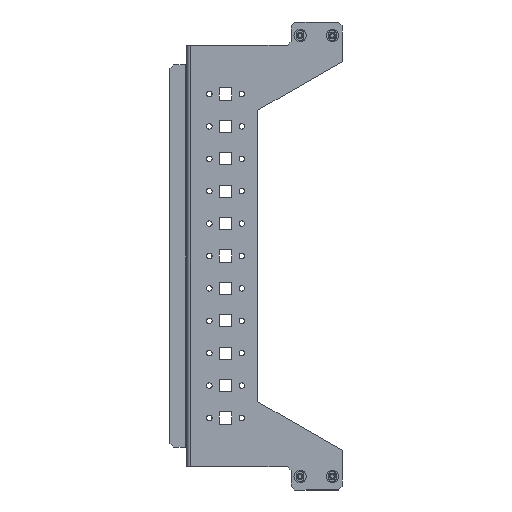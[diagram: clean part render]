
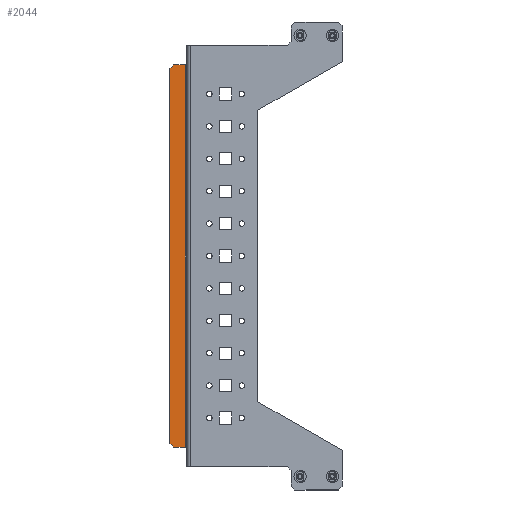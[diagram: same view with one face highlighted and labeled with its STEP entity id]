
A CAD part, front view. The second image highlights one B-rep face of the part: STEP entity #2044.
In plain terms, the highlighted planar face has unit normal (0, -1, 0).
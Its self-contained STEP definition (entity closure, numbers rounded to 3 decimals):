
#22 = ORIENTED_EDGE ( 'NONE', *, *, #5209, .T. ) ;
#123 = VERTEX_POINT ( 'NONE', #5335 ) ;
#168 = AXIS2_PLACEMENT_3D ( 'NONE', #3517, #2075, #6081 ) ;
#182 = CARTESIAN_POINT ( 'NONE',  ( -74.5, 31., 144.5 ) ) ;
#205 = VECTOR ( 'NONE', #3800, 1000. ) ;
#635 = VERTEX_POINT ( 'NONE', #3435 ) ;
#730 = EDGE_CURVE ( 'NONE', #3060, #5521, #4069, .T. ) ;
#1178 = DIRECTION ( 'NONE',  ( -1., 0., 0. ) ) ;
#1201 = DIRECTION ( 'NONE',  ( 0., 0., -1. ) ) ;
#1369 = DIRECTION ( 'NONE',  ( 0., 0., -1. ) ) ;
#1958 = VECTOR ( 'NONE', #1201, 1000. ) ;
#2044 = ADVANCED_FACE ( 'NONE', ( #3557 ), #6047, .F. ) ;
#2075 = DIRECTION ( 'NONE',  ( 0., 1., 0. ) ) ;
#2313 = LINE ( 'NONE', #4328, #205 ) ;
#2481 = EDGE_CURVE ( 'NONE', #123, #5521, #3838, .T. ) ;
#2645 = CARTESIAN_POINT ( 'NONE',  ( 0., 31., -147.5 ) ) ;
#2701 = ORIENTED_EDGE ( 'NONE', *, *, #730, .T. ) ;
#2797 = EDGE_CURVE ( 'NONE', #5756, #635, #6383, .T. ) ;
#3060 = VERTEX_POINT ( 'NONE', #6134 ) ;
#3215 = VECTOR ( 'NONE', #6226, 1000. ) ;
#3297 = VERTEX_POINT ( 'NONE', #4461 ) ;
#3326 = VECTOR ( 'NONE', #1369, 1000. ) ;
#3435 = CARTESIAN_POINT ( 'NONE',  ( -74.5, 31., -144.5 ) ) ;
#3446 = CARTESIAN_POINT ( 'NONE',  ( -62.5, 31., 147.5 ) ) ;
#3461 = VECTOR ( 'NONE', #5576, 1000. ) ;
#3474 = EDGE_LOOP ( 'NONE', ( #6359, #6009, #6172, #22, #2701, #4310 ) ) ;
#3517 = CARTESIAN_POINT ( 'NONE',  ( 0., 31., 0. ) ) ;
#3557 = FACE_OUTER_BOUND ( 'NONE', #3474, .T. ) ;
#3586 = LINE ( 'NONE', #6530, #3461 ) ;
#3683 = LINE ( 'NONE', #5707, #5798 ) ;
#3705 = CARTESIAN_POINT ( 'NONE',  ( -74.5, 31., 0. ) ) ;
#3800 = DIRECTION ( 'NONE',  ( -0.707, 0., -0.707 ) ) ;
#3838 = LINE ( 'NONE', #3446, #3326 ) ;
#4069 = LINE ( 'NONE', #2645, #3215 ) ;
#4310 = ORIENTED_EDGE ( 'NONE', *, *, #2481, .F. ) ;
#4328 = CARTESIAN_POINT ( 'NONE',  ( -71.5, 31., 147.5 ) ) ;
#4461 = CARTESIAN_POINT ( 'NONE',  ( -71.5, 31., 147.5 ) ) ;
#5209 = EDGE_CURVE ( 'NONE', #635, #3060, #3586, .T. ) ;
#5330 = EDGE_CURVE ( 'NONE', #123, #3297, #3683, .T. ) ;
#5335 = CARTESIAN_POINT ( 'NONE',  ( -62.5, 31., 147.5 ) ) ;
#5521 = VERTEX_POINT ( 'NONE', #6150 ) ;
#5576 = DIRECTION ( 'NONE',  ( 0.707, 0., -0.707 ) ) ;
#5707 = CARTESIAN_POINT ( 'NONE',  ( 0., 31., 147.5 ) ) ;
#5756 = VERTEX_POINT ( 'NONE', #182 ) ;
#5798 = VECTOR ( 'NONE', #1178, 1000. ) ;
#6009 = ORIENTED_EDGE ( 'NONE', *, *, #6179, .T. ) ;
#6047 = PLANE ( 'NONE',  #168 ) ;
#6081 = DIRECTION ( 'NONE',  ( -1., 0., 0. ) ) ;
#6134 = CARTESIAN_POINT ( 'NONE',  ( -71.5, 31., -147.5 ) ) ;
#6150 = CARTESIAN_POINT ( 'NONE',  ( -62.5, 31., -147.5 ) ) ;
#6172 = ORIENTED_EDGE ( 'NONE', *, *, #2797, .T. ) ;
#6179 = EDGE_CURVE ( 'NONE', #3297, #5756, #2313, .T. ) ;
#6226 = DIRECTION ( 'NONE',  ( 1., 0., 0. ) ) ;
#6359 = ORIENTED_EDGE ( 'NONE', *, *, #5330, .T. ) ;
#6383 = LINE ( 'NONE', #3705, #1958 ) ;
#6530 = CARTESIAN_POINT ( 'NONE',  ( -74.5, 31., -144.5 ) ) ;
